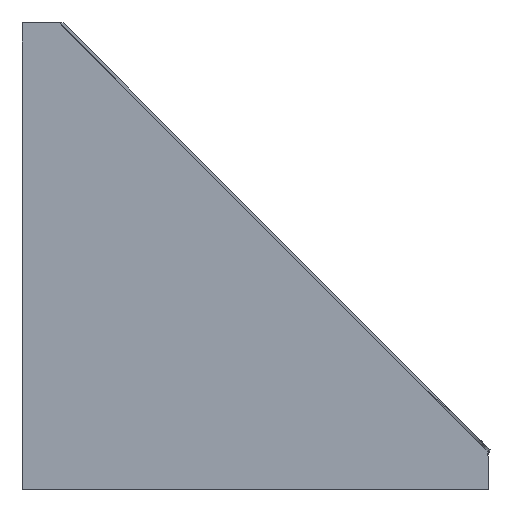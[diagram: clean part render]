
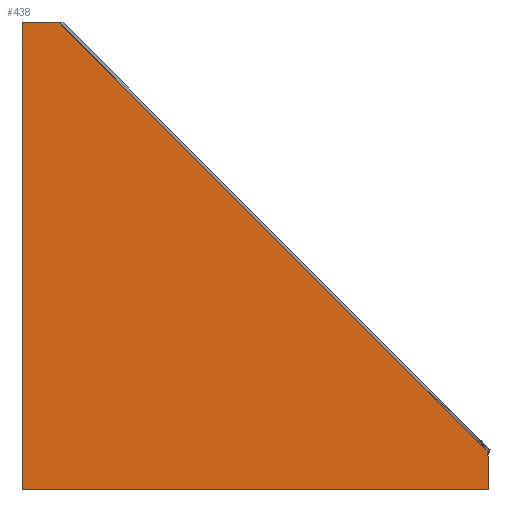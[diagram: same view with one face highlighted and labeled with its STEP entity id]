
A CAD part, top view. The second image highlights one B-rep face of the part: STEP entity #438.
In plain terms, the highlighted planar face has unit normal (0, 0, 1).
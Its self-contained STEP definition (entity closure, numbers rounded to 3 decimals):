
#6 = CARTESIAN_POINT ( 'NONE',  ( 266.94, 34.524, 0. ) ) ;
#10 = CARTESIAN_POINT ( 'NONE',  ( 266.895, 36.429, 0. ) ) ;
#45 = DIRECTION ( 'NONE',  ( 0., 1., 0. ) ) ;
#96 = DIRECTION ( 'NONE',  ( 0., 0., 1. ) ) ;
#133 = CARTESIAN_POINT ( 'NONE',  ( 266.979, 36.9, 0. ) ) ;
#187 = LINE ( 'NONE', #1515, #1474 ) ;
#209 = EDGE_LOOP ( 'NONE', ( #1048, #716, #346, #721, #736, #957 ) ) ;
#213 = CARTESIAN_POINT ( 'NONE',  ( 151.939, 151.939, 0. ) ) ;
#228 = DIRECTION ( 'NONE',  ( -0.707, 0.707, 0. ) ) ;
#236 = EDGE_CURVE ( 'NONE', #1460, #1408, #802, .T. ) ;
#238 = CARTESIAN_POINT ( 'NONE',  ( 36.879, 267., 0. ) ) ;
#245 = CARTESIAN_POINT ( 'NONE',  ( 90., 267., 0. ) ) ;
#260 = CARTESIAN_POINT ( 'NONE',  ( 17., 267., 0. ) ) ;
#286 = DIRECTION ( 'NONE',  ( 0., 1., 0. ) ) ;
#316 = CARTESIAN_POINT ( 'NONE',  ( 17., 17., 0. ) ) ;
#346 = ORIENTED_EDGE ( 'NONE', *, *, #1035, .T. ) ;
#366 = CARTESIAN_POINT ( 'NONE',  ( 266.855, 35.714, 0. ) ) ;
#438 = ADVANCED_FACE ( 'NONE', ( #646 ), #1322, .T. ) ;
#448 = EDGE_CURVE ( 'NONE', #627, #461, #1554, .T. ) ;
#451 = LINE ( 'NONE', #245, #1018 ) ;
#461 = VERTEX_POINT ( 'NONE', #238 ) ;
#482 = LINE ( 'NONE', #1528, #1126 ) ;
#486 = CARTESIAN_POINT ( 'NONE',  ( 266.879, 34.998, 0. ) ) ;
#504 = CARTESIAN_POINT ( 'NONE',  ( 266.858, 35.953, 0. ) ) ;
#608 = CARTESIAN_POINT ( 'NONE',  ( 267., 34.05, 0. ) ) ;
#627 = VERTEX_POINT ( 'NONE', #1217 ) ;
#646 = FACE_OUTER_BOUND ( 'NONE', #209, .T. ) ;
#659 = VERTEX_POINT ( 'NONE', #260 ) ;
#716 = ORIENTED_EDGE ( 'NONE', *, *, #236, .F. ) ;
#721 = ORIENTED_EDGE ( 'NONE', *, *, #989, .T. ) ;
#736 = ORIENTED_EDGE ( 'NONE', *, *, #448, .T. ) ;
#802 = LINE ( 'NONE', #1077, #1315 ) ;
#824 = DIRECTION ( 'NONE',  ( 1., 0., 0. ) ) ;
#842 = CARTESIAN_POINT ( 'NONE',  ( 0., 0., 0. ) ) ;
#901 = VECTOR ( 'NONE', #228, 1000. ) ;
#931 = B_SPLINE_CURVE_WITH_KNOTS ( 'NONE', 3,
 ( #608, #6, #486, #366, #504, #10, #1331, #133 ),
 .UNSPECIFIED., .F., .F.,
 ( 4, 2, 2, 4 ),
 ( 0.021, 0.022, 0.023, 0.023 ),
 .UNSPECIFIED. ) ;
#957 = ORIENTED_EDGE ( 'NONE', *, *, #981, .T. ) ;
#981 = EDGE_CURVE ( 'NONE', #461, #659, #451, .T. ) ;
#989 = EDGE_CURVE ( 'NONE', #1139, #627, #931, .T. ) ;
#1018 = VECTOR ( 'NONE', #1095, 1000. ) ;
#1035 = EDGE_CURVE ( 'NONE', #1460, #1139, #187, .T. ) ;
#1048 = ORIENTED_EDGE ( 'NONE', *, *, #1241, .F. ) ;
#1077 = CARTESIAN_POINT ( 'NONE',  ( 0., 17., 0. ) ) ;
#1095 = DIRECTION ( 'NONE',  ( -1., 0., 0. ) ) ;
#1126 = VECTOR ( 'NONE', #45, 1000. ) ;
#1139 = VERTEX_POINT ( 'NONE', #1368 ) ;
#1217 = CARTESIAN_POINT ( 'NONE',  ( 266.979, 36.9, 0. ) ) ;
#1241 = EDGE_CURVE ( 'NONE', #1408, #659, #482, .T. ) ;
#1315 = VECTOR ( 'NONE', #1575, 1000. ) ;
#1322 = PLANE ( 'NONE',  #1326 ) ;
#1326 = AXIS2_PLACEMENT_3D ( 'NONE', #842, #96, #824 ) ;
#1331 = CARTESIAN_POINT ( 'NONE',  ( 266.928, 36.667, 0. ) ) ;
#1368 = CARTESIAN_POINT ( 'NONE',  ( 267., 34.05, 0. ) ) ;
#1408 = VERTEX_POINT ( 'NONE', #316 ) ;
#1460 = VERTEX_POINT ( 'NONE', #1567 ) ;
#1474 = VECTOR ( 'NONE', #286, 1000. ) ;
#1515 = CARTESIAN_POINT ( 'NONE',  ( 267., 0., 0. ) ) ;
#1528 = CARTESIAN_POINT ( 'NONE',  ( 17., 0., 0. ) ) ;
#1554 = LINE ( 'NONE', #213, #901 ) ;
#1567 = CARTESIAN_POINT ( 'NONE',  ( 267., 17., 0. ) ) ;
#1575 = DIRECTION ( 'NONE',  ( -1., 0., 0. ) ) ;
